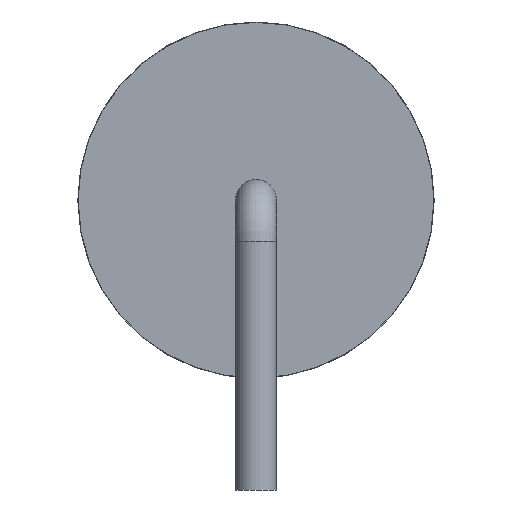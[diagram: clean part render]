
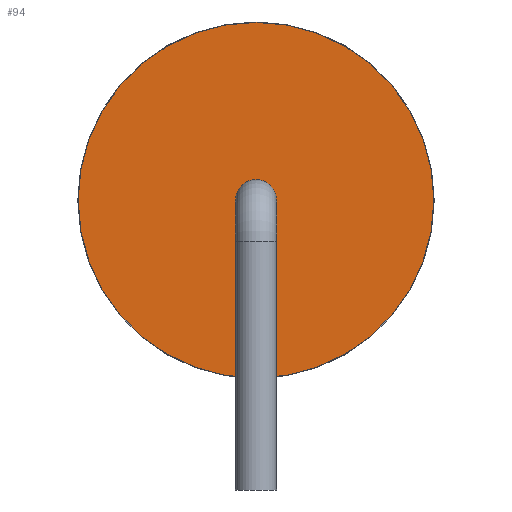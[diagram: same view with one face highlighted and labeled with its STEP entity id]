
A CAD part, left-side view. The second image highlights one B-rep face of the part: STEP entity #94.
In plain terms, the highlighted planar face has unit normal (-1, 0, 0).
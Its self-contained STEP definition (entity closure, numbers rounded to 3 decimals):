
#14=DIRECTION('',(1.,0.,0.));
#35=DIRECTION('',(1.,0.,0.));
#81=VERTEX_POINT('',#82);
#82=CARTESIAN_POINT('',(1.27,0.,4.715));
#86=EDGE_CURVE('',#81,#81,#87,.T.);
#87=CIRCLE('',#88,0.55);
#88=AXIS2_PLACEMENT_3D('',#89,#35,#90);
#89=CARTESIAN_POINT('',(1.27,0.,5.265));
#90=DIRECTION('',(0.,0.,-1.));
#94=ADVANCED_FACE('',(#95,#105),#108,.F.);
#95=FACE_BOUND('',#96,.T.);
#96=EDGE_LOOP('',(#97));
#97=ORIENTED_EDGE('',*,*,#98,.F.);
#98=EDGE_CURVE('',#99,#99,#101,.T.);
#99=VERTEX_POINT('',#100);
#100=CARTESIAN_POINT('',(1.27,0.,10.03));
#101=CIRCLE('',#102,4.765);
#102=AXIS2_PLACEMENT_3D('',#103,#14,#104);
#103=CARTESIAN_POINT('',(1.27,0.,5.265));
#104=DIRECTION('',(0.,0.,1.));
#105=FACE_BOUND('',#106,.T.);
#106=EDGE_LOOP('',(#107));
#107=ORIENTED_EDGE('',*,*,#86,.T.);
#108=PLANE('',#109);
#109=AXIS2_PLACEMENT_3D('',#103,#35,#104);
